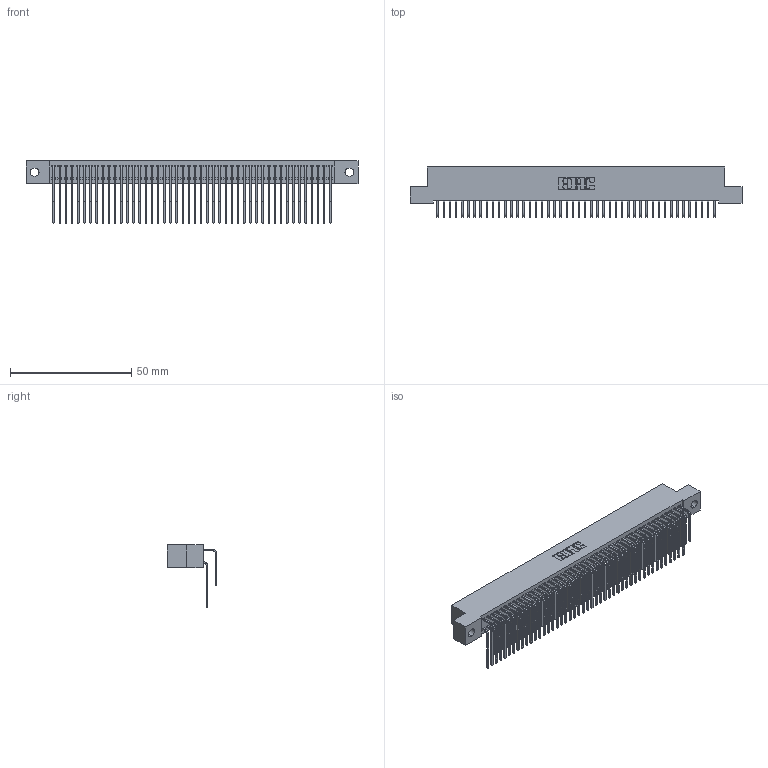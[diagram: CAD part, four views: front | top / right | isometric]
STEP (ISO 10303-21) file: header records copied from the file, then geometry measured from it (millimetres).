
FILE_DESCRIPTION (( 'STEP AP203' ), '1' );
FILE_NAME ('392-092-559-202.STEP', '2018-08-18T08:23:51', ( '' ), ( '' ), 'SwSTEP 2.0', 'SolidWorks 2016', '' );
FILE_SCHEMA (( 'CONFIG_CONTROL_DESIGN' ));
Length unit declared in the file: inch
Products named in the file (4): 345-292-001_559 Tail - 2; 392-092-559-202; 342 Part_.128 Slot; 345-292-001_558 559 Tail - 1
Assembly tree (93 placements, depth 2):
  392-092-559-202
    342 Part_.128 Slot
    345-292-001_558 559 Tail - 1  x46
    345-292-001_559 Tail - 2  x46
Bounding box: 137.16 x 20.64 x 25.78 mm (x, y, z)
Volume: 12821.3 mm3; surface area: 23128.8 mm2
Topology: 93 solids, 93 shells, 5082 faces, 15123 edges, 9958 vertices
Faces by surface type: plane 3566, cylinder 1516
Entity records: 30863 total; most frequent: CARTESIAN_POINT 5161, ORIENTED_EDGE 5046, DIRECTION 4383, EDGE_CURVE 2523, VECTOR 2355, LINE 2355, VERTEX_POINT 1678, AXIS2_PLACEMENT_3D 1014
